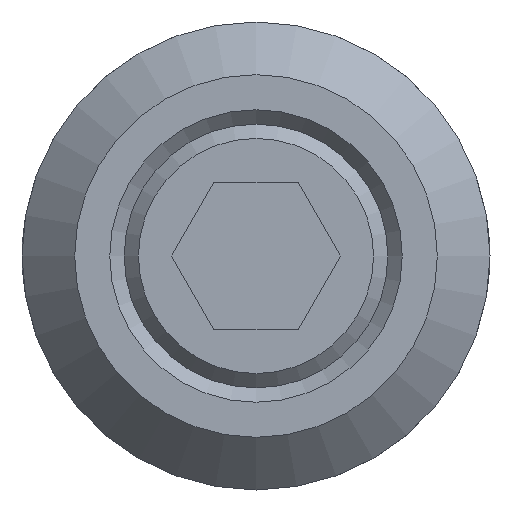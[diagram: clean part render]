
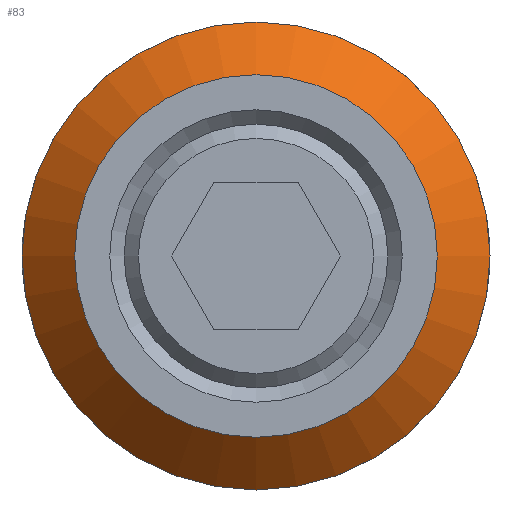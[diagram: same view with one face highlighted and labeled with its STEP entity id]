
A CAD part, left-side view. The second image highlights one B-rep face of the part: STEP entity #83.
In plain terms, the highlighted conical face has half-angle 45 degrees and reference radius 4 mm.
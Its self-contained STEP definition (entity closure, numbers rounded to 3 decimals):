
#83 = ADVANCED_FACE( '', ( #185, #186 ), #187, .T. );
#185 = FACE_BOUND( '', #306, .T. );
#186 = FACE_OUTER_BOUND( '', #307, .T. );
#187 = CONICAL_SURFACE( '', #308, 4., 0.785 );
#306 = EDGE_LOOP( '', ( #483 ) );
#307 = EDGE_LOOP( '', ( #484 ) );
#308 = AXIS2_PLACEMENT_3D( '', #485, #486, #487 );
#483 = ORIENTED_EDGE( '', *, *, #687, .T. );
#484 = ORIENTED_EDGE( '', *, *, #668, .F. );
#485 = CARTESIAN_POINT( '', ( 20.9, 0., 0. ) );
#486 = DIRECTION( '', ( 1., 0., 0. ) );
#487 = DIRECTION( '', ( 0., 0., -1. ) );
#668 = EDGE_CURVE( '', #788, #788, #789, .T. );
#687 = EDGE_CURVE( '', #816, #816, #817, .T. );
#788 = VERTEX_POINT( '', #949 );
#789 = CIRCLE( '', #950, 4. );
#816 = VERTEX_POINT( '', #987 );
#817 = CIRCLE( '', #988, 3.1 );
#949 = CARTESIAN_POINT( '', ( 20.9, 0., -4. ) );
#950 = AXIS2_PLACEMENT_3D( '', #1095, #1096, #1097 );
#987 = CARTESIAN_POINT( '', ( 20., 0., -3.1 ) );
#988 = AXIS2_PLACEMENT_3D( '', #1120, #1121, #1122 );
#1095 = CARTESIAN_POINT( '', ( 20.9, 0., 0. ) );
#1096 = DIRECTION( '', ( 1., 0., 0. ) );
#1097 = DIRECTION( '', ( 0., 0., -1. ) );
#1120 = CARTESIAN_POINT( '', ( 20., 0., 0. ) );
#1121 = DIRECTION( '', ( 1., 0., 0. ) );
#1122 = DIRECTION( '', ( 0., 0., -1. ) );
